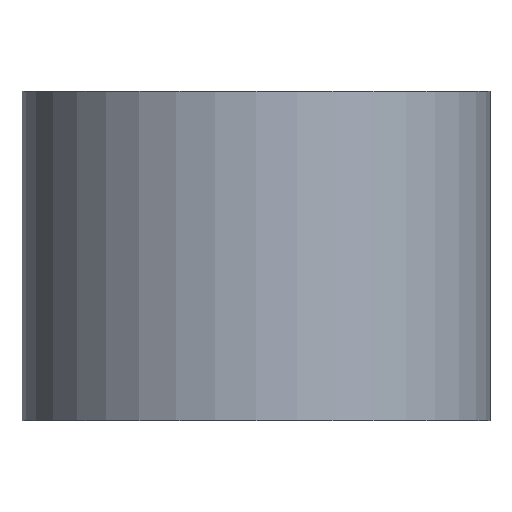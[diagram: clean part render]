
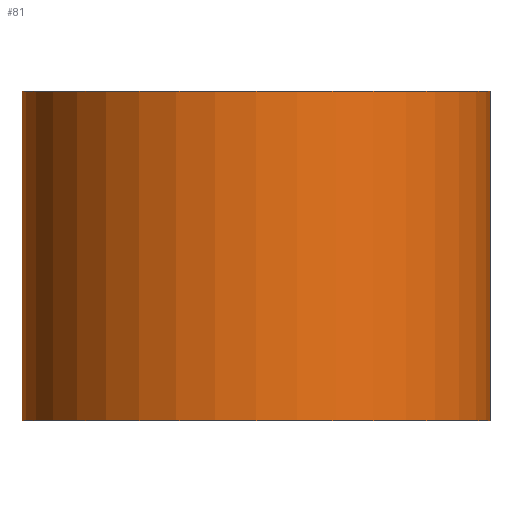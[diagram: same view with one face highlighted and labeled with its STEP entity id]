
A CAD part, front view. The second image highlights one B-rep face of the part: STEP entity #81.
In plain terms, the highlighted cylindrical face has radius 16 mm (diameter 32 mm), a partial arc.
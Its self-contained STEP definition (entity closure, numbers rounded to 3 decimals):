
#19 = LINE ( 'NONE', #207, #239 ) ;
#21 = CARTESIAN_POINT ( 'NONE',  ( 16., 0., 22.5 ) ) ;
#27 = ORIENTED_EDGE ( 'NONE', *, *, #136, .F. ) ;
#31 = VERTEX_POINT ( 'NONE', #189 ) ;
#39 = VERTEX_POINT ( 'NONE', #254 ) ;
#52 = AXIS2_PLACEMENT_3D ( 'NONE', #173, #172, #97 ) ;
#76 = AXIS2_PLACEMENT_3D ( 'NONE', #126, #80, #152 ) ;
#80 = DIRECTION ( 'NONE',  ( 0., 0., 1. ) ) ;
#81 = ADVANCED_FACE ( 'NONE', ( #121 ), #248, .T. ) ;
#89 = VERTEX_POINT ( 'NONE', #257 ) ;
#91 = VECTOR ( 'NONE', #265, 1000. ) ;
#97 = DIRECTION ( 'NONE',  ( -1., 0., 0. ) ) ;
#108 = CARTESIAN_POINT ( 'NONE',  ( -16., 0., 0. ) ) ;
#111 = EDGE_LOOP ( 'NONE', ( #27, #140, #253, #191 ) ) ;
#117 = EDGE_CURVE ( 'NONE', #167, #39, #236, .T. ) ;
#121 = FACE_OUTER_BOUND ( 'NONE', #111, .T. ) ;
#126 = CARTESIAN_POINT ( 'NONE',  ( 0., 0., 22.5 ) ) ;
#132 = EDGE_CURVE ( 'NONE', #89, #31, #220, .T. ) ;
#136 = EDGE_CURVE ( 'NONE', #31, #39, #159, .T. ) ;
#140 = ORIENTED_EDGE ( 'NONE', *, *, #132, .F. ) ;
#152 = DIRECTION ( 'NONE',  ( 1., 0., 0. ) ) ;
#159 = LINE ( 'NONE', #21, #91 ) ;
#167 = VERTEX_POINT ( 'NONE', #108 ) ;
#172 = DIRECTION ( 'NONE',  ( 0., 0., -1. ) ) ;
#173 = CARTESIAN_POINT ( 'NONE',  ( 0., 0., 22.5 ) ) ;
#189 = CARTESIAN_POINT ( 'NONE',  ( 16., 0., 22.5 ) ) ;
#191 = ORIENTED_EDGE ( 'NONE', *, *, #117, .T. ) ;
#200 = CARTESIAN_POINT ( 'NONE',  ( 0., 0., 0. ) ) ;
#207 = CARTESIAN_POINT ( 'NONE',  ( -16., 0., 22.5 ) ) ;
#220 = CIRCLE ( 'NONE', #76, 16. ) ;
#236 = CIRCLE ( 'NONE', #273, 16. ) ;
#239 = VECTOR ( 'NONE', #250, 1000. ) ;
#248 = CYLINDRICAL_SURFACE ( 'NONE', #52, 16. ) ;
#250 = DIRECTION ( 'NONE',  ( 0., 0., -1. ) ) ;
#253 = ORIENTED_EDGE ( 'NONE', *, *, #282, .T. ) ;
#254 = CARTESIAN_POINT ( 'NONE',  ( 16., 0., 0. ) ) ;
#257 = CARTESIAN_POINT ( 'NONE',  ( -16., 0., 22.5 ) ) ;
#263 = DIRECTION ( 'NONE',  ( 0., 0., 1. ) ) ;
#265 = DIRECTION ( 'NONE',  ( 0., 0., -1. ) ) ;
#273 = AXIS2_PLACEMENT_3D ( 'NONE', #200, #263, #287 ) ;
#282 = EDGE_CURVE ( 'NONE', #89, #167, #19, .T. ) ;
#287 = DIRECTION ( 'NONE',  ( 1., 0., 0. ) ) ;
